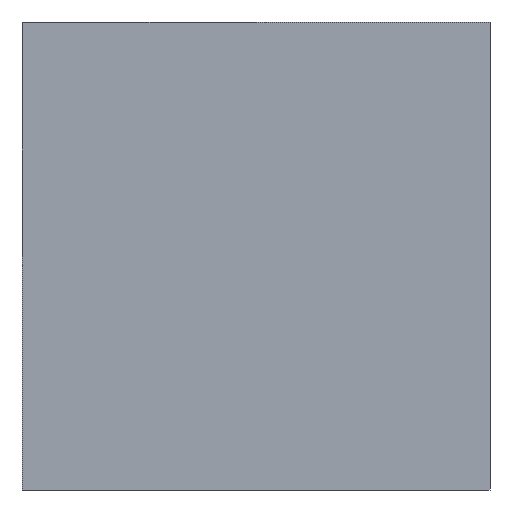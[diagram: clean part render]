
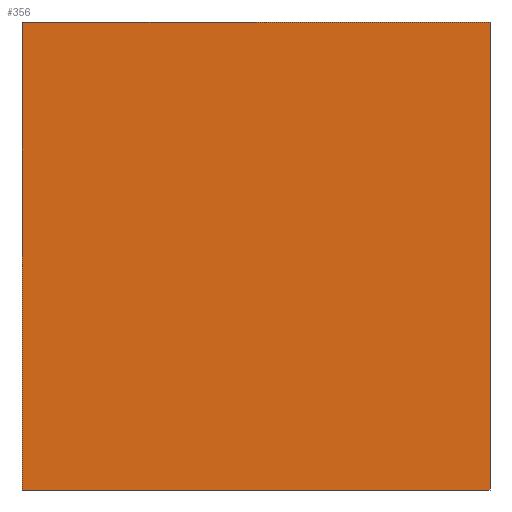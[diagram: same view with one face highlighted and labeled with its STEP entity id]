
A CAD part, front view. The second image highlights one B-rep face of the part: STEP entity #356.
In plain terms, the highlighted planar face has unit normal (0, -1, 0).
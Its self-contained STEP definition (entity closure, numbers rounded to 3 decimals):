
#30=FACE_OUTER_BOUND('',#48,.T.);
#48=EDGE_LOOP('',(#303,#304,#305,#306));
#85=LINE('',#555,#133);
#95=LINE('',#575,#143);
#97=LINE('',#578,#145);
#98=LINE('',#579,#146);
#133=VECTOR('',#453,10.);
#143=VECTOR('',#473,10.);
#145=VECTOR('',#477,10.);
#146=VECTOR('',#478,10.);
#172=VERTEX_POINT('',#552);
#173=VERTEX_POINT('',#554);
#177=VERTEX_POINT('',#572);
#178=VERTEX_POINT('',#574);
#213=EDGE_CURVE('',#172,#173,#85,.T.);
#223=EDGE_CURVE('',#178,#177,#95,.T.);
#225=EDGE_CURVE('',#178,#172,#97,.T.);
#226=EDGE_CURVE('',#173,#177,#98,.T.);
#303=ORIENTED_EDGE('',*,*,#225,.F.);
#304=ORIENTED_EDGE('',*,*,#223,.T.);
#305=ORIENTED_EDGE('',*,*,#226,.F.);
#306=ORIENTED_EDGE('',*,*,#213,.F.);
#338=PLANE('',#394);
#356=ADVANCED_FACE('',(#30),#338,.T.);
#394=AXIS2_PLACEMENT_3D('',#577,#475,#476);
#453=DIRECTION('',(0.,0.,1.));
#473=DIRECTION('',(0.,0.,1.));
#475=DIRECTION('center_axis',(0.,-1.,0.));
#476=DIRECTION('ref_axis',(1.,0.,0.));
#477=DIRECTION('',(-1.,0.,0.));
#478=DIRECTION('',(1.,0.,0.));
#552=CARTESIAN_POINT('',(0.,0.,0.));
#554=CARTESIAN_POINT('',(0.,0.,66.));
#555=CARTESIAN_POINT('',(0.,0.,0.));
#572=CARTESIAN_POINT('',(66.,0.,66.));
#574=CARTESIAN_POINT('',(66.,0.,0.));
#575=CARTESIAN_POINT('',(66.,0.,0.));
#577=CARTESIAN_POINT('Origin',(0.,0.,0.));
#578=CARTESIAN_POINT('',(66.,0.,0.));
#579=CARTESIAN_POINT('',(66.,0.,66.));
